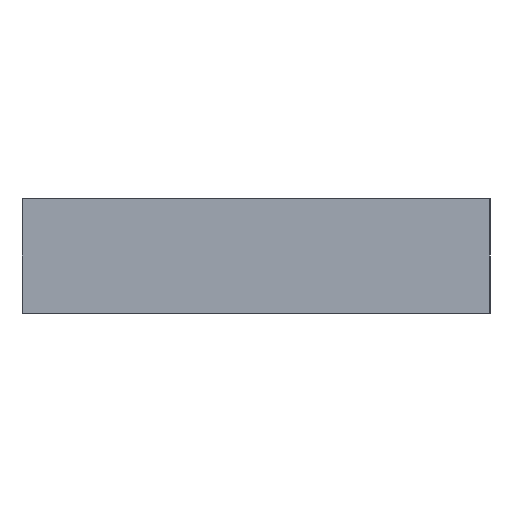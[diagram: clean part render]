
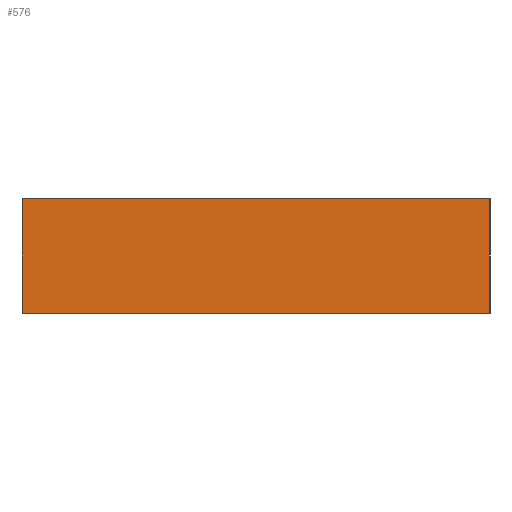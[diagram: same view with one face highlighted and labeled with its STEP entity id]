
A CAD part, left-side view. The second image highlights one B-rep face of the part: STEP entity #576.
In plain terms, the highlighted planar face has unit normal (-1, 0, 0).
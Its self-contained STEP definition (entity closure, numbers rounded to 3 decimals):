
#31 = PLANE('',#32);
#32 = AXIS2_PLACEMENT_3D('',#33,#34,#35);
#33 = CARTESIAN_POINT('',(-45.,20.5,0.));
#34 = DIRECTION('',(0.,0.,1.));
#35 = DIRECTION('',(1.,0.,0.));
#58 = VERTEX_POINT('',#59);
#59 = CARTESIAN_POINT('',(-45.,20.5,0.));
#75 = PLANE('',#76);
#76 = AXIS2_PLACEMENT_3D('',#77,#78,#79);
#77 = CARTESIAN_POINT('',(-45.,20.5,0.));
#78 = DIRECTION('',(0.,1.,0.));
#79 = DIRECTION('',(1.,0.,0.));
#87 = EDGE_CURVE('',#88,#58,#90,.T.);
#88 = VERTEX_POINT('',#89);
#89 = CARTESIAN_POINT('',(-45.,-20.5,0.));
#90 = SURFACE_CURVE('',#91,(#95,#102),.PCURVE_S1.);
#91 = LINE('',#92,#93);
#92 = CARTESIAN_POINT('',(-45.,-20.5,0.));
#93 = VECTOR('',#94,1.);
#94 = DIRECTION('',(0.,1.,0.));
#95 = PCURVE('',#31,#96);
#96 = DEFINITIONAL_REPRESENTATION('',(#97),#101);
#97 = LINE('',#98,#99);
#98 = CARTESIAN_POINT('',(0.,-41.));
#99 = VECTOR('',#100,1.);
#100 = DIRECTION('',(0.,1.));
#101 = ( GEOMETRIC_REPRESENTATION_CONTEXT(2) 
PARAMETRIC_REPRESENTATION_CONTEXT() REPRESENTATION_CONTEXT('2D SPACE',''
  ) );
#102 = PCURVE('',#103,#108);
#103 = PLANE('',#104);
#104 = AXIS2_PLACEMENT_3D('',#105,#106,#107);
#105 = CARTESIAN_POINT('',(-45.,-20.5,0.));
#106 = DIRECTION('',(-1.,0.,0.));
#107 = DIRECTION('',(0.,1.,0.));
#108 = DEFINITIONAL_REPRESENTATION('',(#109),#113);
#109 = LINE('',#110,#111);
#110 = CARTESIAN_POINT('',(0.,0.));
#111 = VECTOR('',#112,1.);
#112 = DIRECTION('',(1.,0.));
#113 = ( GEOMETRIC_REPRESENTATION_CONTEXT(2) 
PARAMETRIC_REPRESENTATION_CONTEXT() REPRESENTATION_CONTEXT('2D SPACE',''
  ) );
#131 = PLANE('',#132);
#132 = AXIS2_PLACEMENT_3D('',#133,#134,#135);
#133 = CARTESIAN_POINT('',(45.,-20.5,0.));
#134 = DIRECTION('',(0.,-1.,0.));
#135 = DIRECTION('',(-1.,0.,0.));
#504 = EDGE_CURVE('',#58,#505,#507,.T.);
#505 = VERTEX_POINT('',#506);
#506 = CARTESIAN_POINT('',(-45.,20.5,10.));
#507 = SURFACE_CURVE('',#508,(#512,#519),.PCURVE_S1.);
#508 = LINE('',#509,#510);
#509 = CARTESIAN_POINT('',(-45.,20.5,0.));
#510 = VECTOR('',#511,1.);
#511 = DIRECTION('',(0.,0.,1.));
#512 = PCURVE('',#75,#513);
#513 = DEFINITIONAL_REPRESENTATION('',(#514),#518);
#514 = LINE('',#515,#516);
#515 = CARTESIAN_POINT('',(0.,0.));
#516 = VECTOR('',#517,1.);
#517 = DIRECTION('',(0.,-1.));
#518 = ( GEOMETRIC_REPRESENTATION_CONTEXT(2) 
PARAMETRIC_REPRESENTATION_CONTEXT() REPRESENTATION_CONTEXT('2D SPACE',''
  ) );
#519 = PCURVE('',#103,#520);
#520 = DEFINITIONAL_REPRESENTATION('',(#521),#525);
#521 = LINE('',#522,#523);
#522 = CARTESIAN_POINT('',(41.,0.));
#523 = VECTOR('',#524,1.);
#524 = DIRECTION('',(0.,-1.));
#525 = ( GEOMETRIC_REPRESENTATION_CONTEXT(2) 
PARAMETRIC_REPRESENTATION_CONTEXT() REPRESENTATION_CONTEXT('2D SPACE',''
  ) );
#543 = PLANE('',#544);
#544 = AXIS2_PLACEMENT_3D('',#545,#546,#547);
#545 = CARTESIAN_POINT('',(-45.,20.5,10.));
#546 = DIRECTION('',(0.,0.,1.));
#547 = DIRECTION('',(1.,0.,0.));
#576 = ADVANCED_FACE('',(#577),#103,.T.);
#577 = FACE_BOUND('',#578,.T.);
#578 = EDGE_LOOP('',(#579,#602,#623,#624));
#579 = ORIENTED_EDGE('',*,*,#580,.T.);
#580 = EDGE_CURVE('',#88,#581,#583,.T.);
#581 = VERTEX_POINT('',#582);
#582 = CARTESIAN_POINT('',(-45.,-20.5,10.));
#583 = SURFACE_CURVE('',#584,(#588,#595),.PCURVE_S1.);
#584 = LINE('',#585,#586);
#585 = CARTESIAN_POINT('',(-45.,-20.5,0.));
#586 = VECTOR('',#587,1.);
#587 = DIRECTION('',(0.,0.,1.));
#588 = PCURVE('',#103,#589);
#589 = DEFINITIONAL_REPRESENTATION('',(#590),#594);
#590 = LINE('',#591,#592);
#591 = CARTESIAN_POINT('',(0.,0.));
#592 = VECTOR('',#593,1.);
#593 = DIRECTION('',(0.,-1.));
#594 = ( GEOMETRIC_REPRESENTATION_CONTEXT(2) 
PARAMETRIC_REPRESENTATION_CONTEXT() REPRESENTATION_CONTEXT('2D SPACE',''
  ) );
#595 = PCURVE('',#131,#596);
#596 = DEFINITIONAL_REPRESENTATION('',(#597),#601);
#597 = LINE('',#598,#599);
#598 = CARTESIAN_POINT('',(90.,0.));
#599 = VECTOR('',#600,1.);
#600 = DIRECTION('',(0.,-1.));
#601 = ( GEOMETRIC_REPRESENTATION_CONTEXT(2) 
PARAMETRIC_REPRESENTATION_CONTEXT() REPRESENTATION_CONTEXT('2D SPACE',''
  ) );
#602 = ORIENTED_EDGE('',*,*,#603,.T.);
#603 = EDGE_CURVE('',#581,#505,#604,.T.);
#604 = SURFACE_CURVE('',#605,(#609,#616),.PCURVE_S1.);
#605 = LINE('',#606,#607);
#606 = CARTESIAN_POINT('',(-45.,-20.5,10.));
#607 = VECTOR('',#608,1.);
#608 = DIRECTION('',(0.,1.,0.));
#609 = PCURVE('',#103,#610);
#610 = DEFINITIONAL_REPRESENTATION('',(#611),#615);
#611 = LINE('',#612,#613);
#612 = CARTESIAN_POINT('',(0.,-10.));
#613 = VECTOR('',#614,1.);
#614 = DIRECTION('',(1.,0.));
#615 = ( GEOMETRIC_REPRESENTATION_CONTEXT(2) 
PARAMETRIC_REPRESENTATION_CONTEXT() REPRESENTATION_CONTEXT('2D SPACE',''
  ) );
#616 = PCURVE('',#543,#617);
#617 = DEFINITIONAL_REPRESENTATION('',(#618),#622);
#618 = LINE('',#619,#620);
#619 = CARTESIAN_POINT('',(0.,-41.));
#620 = VECTOR('',#621,1.);
#621 = DIRECTION('',(0.,1.));
#622 = ( GEOMETRIC_REPRESENTATION_CONTEXT(2) 
PARAMETRIC_REPRESENTATION_CONTEXT() REPRESENTATION_CONTEXT('2D SPACE',''
  ) );
#623 = ORIENTED_EDGE('',*,*,#504,.F.);
#624 = ORIENTED_EDGE('',*,*,#87,.F.);
